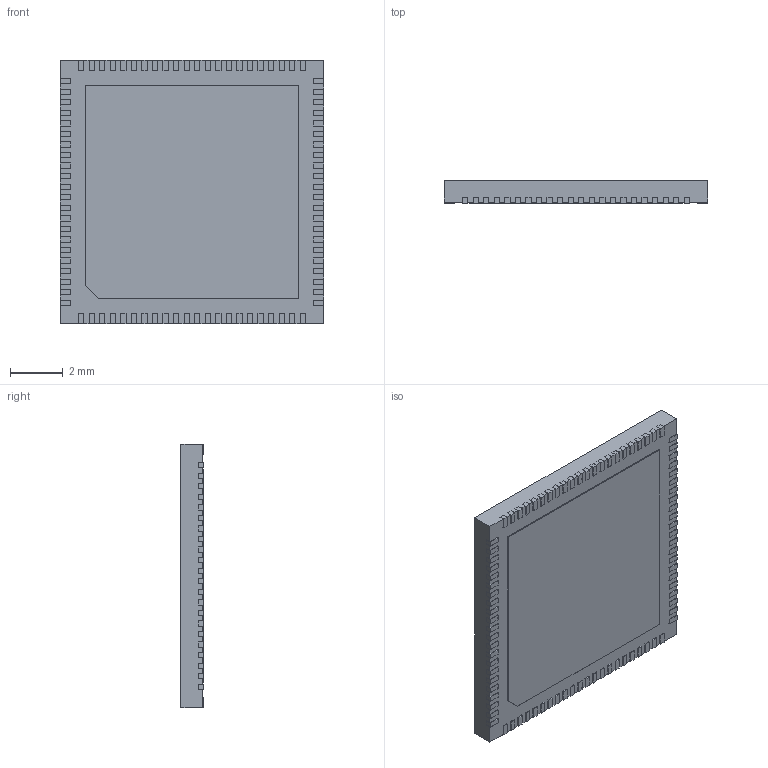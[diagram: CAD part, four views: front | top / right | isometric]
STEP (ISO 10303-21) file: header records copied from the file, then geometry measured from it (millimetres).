
FILE_DESCRIPTION (( 'STEP AP214' ), '1' );
FILE_NAME ('78CD9549-64C8-40DC-9FA8-E4EE43BD99D3.STEP', '2024-09-06T15:38:21', ( '' ), ( '' ), 'SwSTEP 2.0', 'SolidWorks 2022', '' );
FILE_SCHEMA (( 'AUTOMOTIVE_DESIGN' ));
Length unit declared in the file: millimetre
Products named in the file (1): 78CD9549-64C8-40DC-9FA8-E4EE43BD99D3
Bounding box: 10 x 0.86 x 10 mm (x, y, z)
Volume: 84.1 mm3; surface area: 417.2 mm2
Topology: 98 solids, 98 shells, 979 faces, 2349 edges, 1566 vertices
Faces by surface type: plane 953, bspline 24, cylinder 2
Entity records: 36987 total; most frequent: CARTESIAN_POINT 7431, ORIENTED_EDGE 4698, DIRECTION 4217, EDGE_CURVE 2349, VECTOR 2297, LINE 2297, VERTEX_POINT 1566, EDGE_LOOP 989
